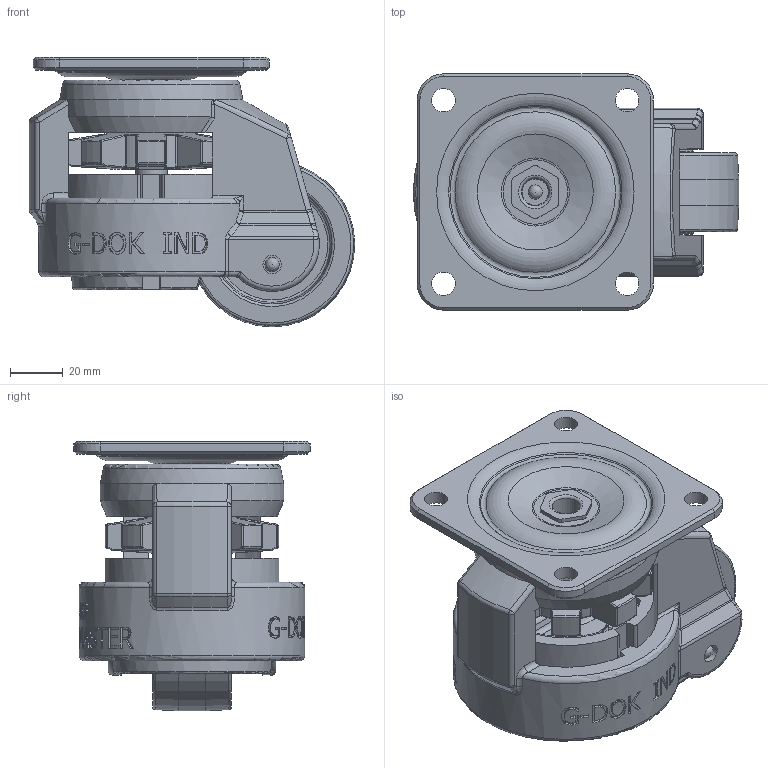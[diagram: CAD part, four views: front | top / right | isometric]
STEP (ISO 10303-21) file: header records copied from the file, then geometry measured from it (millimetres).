
FILE_DESCRIPTION((''),'2;1');
FILE_NAME('GD-80F.stp','2010-12-27T17:12:20',('Administrator'),(''),'Autodesk Inventor 2009','Autodesk Inventor 2009','');
FILE_SCHEMA(('AUTOMOTIVE_DESIGN { 1 0 10303 214 1 1 1 1 }'));
Length unit declared in the file: millimetre
Products named in the file (1): GD-80F
Bounding box: 124 x 90 x 102.74 mm (x, y, z)
Volume: 424596.8 mm3; surface area: 107960.9 mm2
Topology: 6 solids, 6 shells, 1279 faces, 3335 edges, 2108 vertices
Faces by surface type: plane 408, bspline 378, cylinder 262, cone 89, torus 82, sphere 60
Full cylindrical faces by diameter (mm): 3 x2, 7 x2, 8 x1, 8.4 x1, 9 x4, 10 x1, 10.7 x1, 12 x3, 12.1 x1, 15 x1, 19.4 x2, 25 x1, 27 x1, 28 x1, 39 x1, 41 x1, 45 x1, 63 x1
Entity records: 91804 total; most frequent: CARTESIAN_POINT 62487, ORIENTED_EDGE 6380, DIRECTION 5655, EDGE_CURVE 3190, AXIS2_PLACEMENT_3D 2269, VERTEX_POINT 2061, EDGE_LOOP 1439, FACE_OUTER_BOUND 1279
